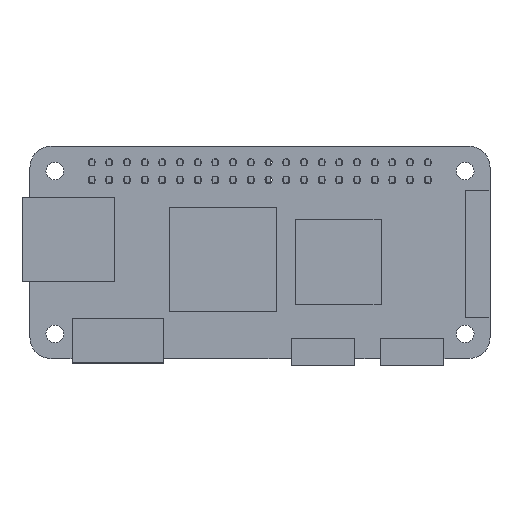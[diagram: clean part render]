
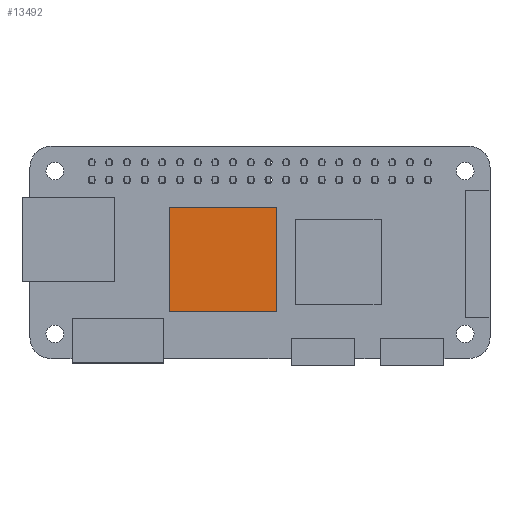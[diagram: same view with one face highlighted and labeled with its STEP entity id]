
A CAD part, top view. The second image highlights one B-rep face of the part: STEP entity #13492.
In plain terms, the highlighted planar face has unit normal (0, 0, 1).
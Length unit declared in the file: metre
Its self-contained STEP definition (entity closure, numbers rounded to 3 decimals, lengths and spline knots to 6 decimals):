
#2308=ORIENTED_EDGE('',*,*,#5998,.F.);
#2309=ORIENTED_EDGE('',*,*,#6001,.T.);
#2310=ORIENTED_EDGE('',*,*,#6003,.T.);
#2311=ORIENTED_EDGE('',*,*,#6004,.F.);
#5998=EDGE_CURVE('',#7702,#7703,#9082,.T.);
#6001=EDGE_CURVE('',#7702,#7704,#9085,.T.);
#6003=EDGE_CURVE('',#7704,#7705,#9087,.T.);
#6004=EDGE_CURVE('',#7703,#7705,#9088,.T.);
#7702=VERTEX_POINT('',#23144);
#7703=VERTEX_POINT('',#23146);
#7704=VERTEX_POINT('',#23150);
#7705=VERTEX_POINT('',#23154);
#9082=LINE('',#23145,#10798);
#9085=LINE('',#23151,#10801);
#9087=LINE('',#23155,#10803);
#9088=LINE('',#23157,#10804);
#10798=VECTOR('',#19349,1.);
#10801=VECTOR('',#19354,1.);
#10803=VECTOR('',#19358,1.);
#10804=VECTOR('',#19361,1.);
#11761=EDGE_LOOP('',(#2308,#2309,#2310,#2311));
#12307=FACE_BOUND('',#11761,.T.);
#12591=PLANE('',#16992);
#13492=ADVANCED_FACE('Face appearance 4',(#12307),#12591,.T.);
#16992=AXIS2_PLACEMENT_3D('',#23158,#19362,#19363);
#19349=DIRECTION('',(0.,1.,0.));
#19354=DIRECTION('',(1.,0.,0.));
#19358=DIRECTION('',(0.,1.,0.));
#19361=DIRECTION('',(1.,0.,0.));
#19362=DIRECTION('',(0.,0.,1.));
#19363=DIRECTION('',(1.,0.,0.));
#23144=CARTESIAN_POINT('',(0.019662,0.006606,0.0018));
#23145=CARTESIAN_POINT('',(0.019662,0.013973,0.0018));
#23146=CARTESIAN_POINT('',(0.019662,0.021339,0.0018));
#23150=CARTESIAN_POINT('',(0.034805,0.006606,0.0018));
#23151=CARTESIAN_POINT('',(0.027234,0.006606,0.0018));
#23154=CARTESIAN_POINT('',(0.034805,0.021339,0.0018));
#23155=CARTESIAN_POINT('',(0.034805,0.013973,0.0018));
#23157=CARTESIAN_POINT('',(0.027234,0.021339,0.0018));
#23158=CARTESIAN_POINT('',(0.031936,0.015,0.0018));
